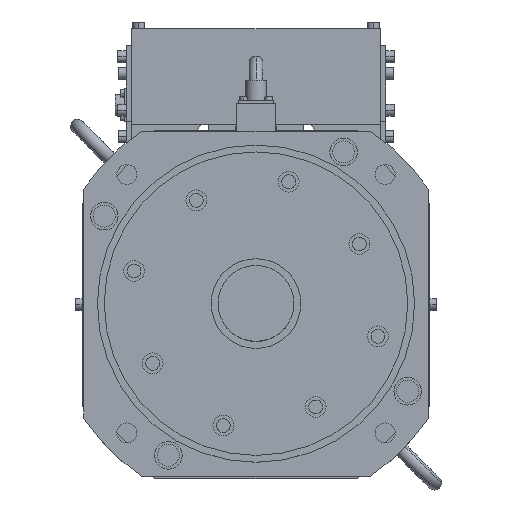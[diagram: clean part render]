
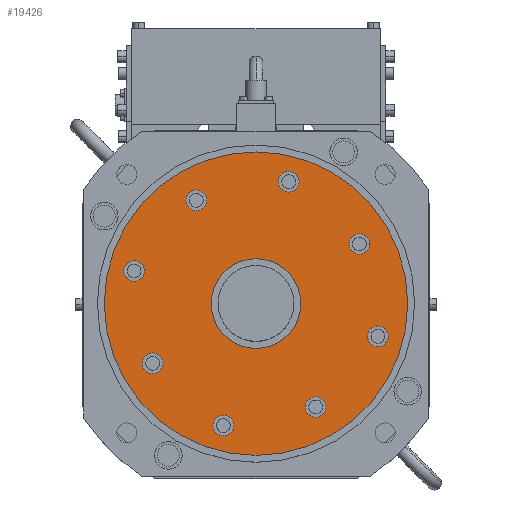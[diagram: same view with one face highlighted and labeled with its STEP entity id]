
A CAD part, top view. The second image highlights one B-rep face of the part: STEP entity #19426.
In plain terms, the highlighted planar face has unit normal (0, 0, 1).
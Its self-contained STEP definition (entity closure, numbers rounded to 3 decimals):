
#7869=CARTESIAN_POINT('',(0.,0.,4.));
#7870=DIRECTION('',(0.,0.,1.));
#7871=DIRECTION('',(1.,0.,0.));
#7872=AXIS2_PLACEMENT_3D('',#7869,#7870,#7871);
#7874=CARTESIAN_POINT('',(0.,0.,4.));
#7875=DIRECTION('',(0.,0.,1.));
#7876=DIRECTION('',(-1.,0.,0.));
#7877=AXIS2_PLACEMENT_3D('',#7874,#7875,#7876);
#7879=CARTESIAN_POINT('',(0.,0.,4.));
#7880=DIRECTION('',(0.,0.,-1.));
#7881=DIRECTION('',(1.,0.,0.));
#7882=AXIS2_PLACEMENT_3D('',#7879,#7880,#7881);
#7884=CARTESIAN_POINT('',(0.,0.,4.));
#7885=DIRECTION('',(0.,0.,-1.));
#7886=DIRECTION('',(-1.,0.,0.));
#7887=AXIS2_PLACEMENT_3D('',#7884,#7885,#7886);
#7935=CARTESIAN_POINT('',(23.682,88.382,4.));
#7936=DIRECTION('',(0.,0.,1.));
#7937=DIRECTION('',(1.,0.,0.));
#7938=AXIS2_PLACEMENT_3D('',#7935,#7936,#7937);
#7944=CARTESIAN_POINT('',(23.682,88.382,4.));
#7945=DIRECTION('',(0.,0.,1.));
#7946=DIRECTION('',(-1.,0.,0.));
#7947=AXIS2_PLACEMENT_3D('',#7944,#7945,#7946);
#7991=CARTESIAN_POINT('',(-88.382,23.682,4.));
#7992=DIRECTION('',(0.,0.,1.));
#7993=DIRECTION('',(0.,1.,0.));
#7994=AXIS2_PLACEMENT_3D('',#7991,#7992,#7993);
#8000=CARTESIAN_POINT('',(-88.382,23.682,4.));
#8001=DIRECTION('',(0.,0.,1.));
#8002=DIRECTION('',(0.,-1.,0.));
#8003=AXIS2_PLACEMENT_3D('',#8000,#8001,#8002);
#8047=CARTESIAN_POINT('',(-23.682,-88.382,4.));
#8048=DIRECTION('',(0.,0.,1.));
#8049=DIRECTION('',(-1.,0.,0.));
#8050=AXIS2_PLACEMENT_3D('',#8047,#8048,#8049);
#8056=CARTESIAN_POINT('',(-23.682,-88.382,4.));
#8057=DIRECTION('',(0.,0.,1.));
#8058=DIRECTION('',(1.,0.,0.));
#8059=AXIS2_PLACEMENT_3D('',#8056,#8057,#8058);
#8103=CARTESIAN_POINT('',(88.382,-23.682,4.));
#8104=DIRECTION('',(0.,0.,1.));
#8105=DIRECTION('',(0.,-1.,0.));
#8106=AXIS2_PLACEMENT_3D('',#8103,#8104,#8105);
#8112=CARTESIAN_POINT('',(88.382,-23.682,4.));
#8113=DIRECTION('',(0.,0.,1.));
#8114=DIRECTION('',(0.,1.,0.));
#8115=AXIS2_PLACEMENT_3D('',#8112,#8113,#8114);
#8159=CARTESIAN_POINT('',(-43.25,74.911,4.));
#8160=DIRECTION('',(0.,0.,1.));
#8161=DIRECTION('',(1.,0.,0.));
#8162=AXIS2_PLACEMENT_3D('',#8159,#8160,#8161);
#8168=CARTESIAN_POINT('',(-43.25,74.911,4.));
#8169=DIRECTION('',(0.,0.,1.));
#8170=DIRECTION('',(-1.,0.,0.));
#8171=AXIS2_PLACEMENT_3D('',#8168,#8169,#8170);
#8215=CARTESIAN_POINT('',(-74.911,-43.25,4.));
#8216=DIRECTION('',(0.,0.,1.));
#8217=DIRECTION('',(0.,1.,0.));
#8218=AXIS2_PLACEMENT_3D('',#8215,#8216,#8217);
#8224=CARTESIAN_POINT('',(-74.911,-43.25,4.));
#8225=DIRECTION('',(0.,0.,1.));
#8226=DIRECTION('',(0.,-1.,0.));
#8227=AXIS2_PLACEMENT_3D('',#8224,#8225,#8226);
#8271=CARTESIAN_POINT('',(43.25,-74.911,4.));
#8272=DIRECTION('',(0.,0.,1.));
#8273=DIRECTION('',(-1.,0.,0.));
#8274=AXIS2_PLACEMENT_3D('',#8271,#8272,#8273);
#8280=CARTESIAN_POINT('',(43.25,-74.911,4.));
#8281=DIRECTION('',(0.,0.,1.));
#8282=DIRECTION('',(1.,0.,0.));
#8283=AXIS2_PLACEMENT_3D('',#8280,#8281,#8282);
#8327=CARTESIAN_POINT('',(74.911,43.25,4.));
#8328=DIRECTION('',(0.,0.,1.));
#8329=DIRECTION('',(0.,-1.,0.));
#8330=AXIS2_PLACEMENT_3D('',#8327,#8328,#8329);
#8336=CARTESIAN_POINT('',(74.911,43.25,4.));
#8337=DIRECTION('',(0.,0.,1.));
#8338=DIRECTION('',(0.,1.,0.));
#8339=AXIS2_PLACEMENT_3D('',#8336,#8337,#8338);
#8766=CARTESIAN_POINT('',(110.,0.,4.));
#8767=CARTESIAN_POINT('',(-110.,0.,4.));
#8768=VERTEX_POINT('',#8766);
#8769=VERTEX_POINT('',#8767);
#8770=CARTESIAN_POINT('',(32.5,0.,4.));
#8771=CARTESIAN_POINT('',(-32.5,0.,4.));
#8772=VERTEX_POINT('',#8770);
#8773=VERTEX_POINT('',#8771);
#8778=CARTESIAN_POINT('',(31.182,88.382,4.));
#8779=CARTESIAN_POINT('',(16.182,88.382,4.));
#8780=VERTEX_POINT('',#8778);
#8781=VERTEX_POINT('',#8779);
#8786=CARTESIAN_POINT('',(-88.382,31.182,4.));
#8787=CARTESIAN_POINT('',(-88.382,16.182,4.));
#8788=VERTEX_POINT('',#8786);
#8789=VERTEX_POINT('',#8787);
#8794=CARTESIAN_POINT('',(-31.182,-88.382,4.));
#8795=CARTESIAN_POINT('',(-16.182,-88.382,4.));
#8796=VERTEX_POINT('',#8794);
#8797=VERTEX_POINT('',#8795);
#8802=CARTESIAN_POINT('',(88.382,-31.182,4.));
#8803=CARTESIAN_POINT('',(88.382,-16.182,4.));
#8804=VERTEX_POINT('',#8802);
#8805=VERTEX_POINT('',#8803);
#10350=CARTESIAN_POINT('',(-35.75,74.911,4.));
#10351=CARTESIAN_POINT('',(-50.75,74.911,4.));
#10352=VERTEX_POINT('',#10350);
#10353=VERTEX_POINT('',#10351);
#10358=CARTESIAN_POINT('',(-74.911,-35.75,4.));
#10359=CARTESIAN_POINT('',(-74.911,-50.75,4.));
#10360=VERTEX_POINT('',#10358);
#10361=VERTEX_POINT('',#10359);
#10366=CARTESIAN_POINT('',(35.75,-74.911,4.));
#10367=CARTESIAN_POINT('',(50.75,-74.911,4.));
#10368=VERTEX_POINT('',#10366);
#10369=VERTEX_POINT('',#10367);
#10374=CARTESIAN_POINT('',(74.911,35.75,4.));
#10375=CARTESIAN_POINT('',(74.911,50.75,4.));
#10376=VERTEX_POINT('',#10374);
#10377=VERTEX_POINT('',#10375);
#19363=CARTESIAN_POINT('',(0.,0.,4.));
#19364=DIRECTION('',(0.,0.,1.));
#19365=DIRECTION('',(1.,0.,0.));
#19366=AXIS2_PLACEMENT_3D('',#19363,#19364,#19365);
#19367=PLANE('',#19366);
#19368=ORIENTED_EDGE('',*,*,#19343,.F.);
#19369=ORIENTED_EDGE('',*,*,#19357,.F.);
#19370=EDGE_LOOP('',(#19368,#19369));
#19371=FACE_OUTER_BOUND('',#19370,.F.);
#19373=ORIENTED_EDGE('',*,*,#19372,.F.);
#19375=ORIENTED_EDGE('',*,*,#19374,.F.);
#19376=EDGE_LOOP('',(#19373,#19375));
#19377=FACE_BOUND('',#19376,.F.);
#19379=ORIENTED_EDGE('',*,*,#19378,.T.);
#19381=ORIENTED_EDGE('',*,*,#19380,.T.);
#19382=EDGE_LOOP('',(#19379,#19381));
#19383=FACE_BOUND('',#19382,.F.);
#19385=ORIENTED_EDGE('',*,*,#19384,.T.);
#19387=ORIENTED_EDGE('',*,*,#19386,.T.);
#19388=EDGE_LOOP('',(#19385,#19387));
#19389=FACE_BOUND('',#19388,.F.);
#19391=ORIENTED_EDGE('',*,*,#19390,.T.);
#19393=ORIENTED_EDGE('',*,*,#19392,.T.);
#19394=EDGE_LOOP('',(#19391,#19393));
#19395=FACE_BOUND('',#19394,.F.);
#19397=ORIENTED_EDGE('',*,*,#19396,.T.);
#19399=ORIENTED_EDGE('',*,*,#19398,.T.);
#19400=EDGE_LOOP('',(#19397,#19399));
#19401=FACE_BOUND('',#19400,.F.);
#19403=ORIENTED_EDGE('',*,*,#19402,.T.);
#19405=ORIENTED_EDGE('',*,*,#19404,.T.);
#19406=EDGE_LOOP('',(#19403,#19405));
#19407=FACE_BOUND('',#19406,.F.);
#19409=ORIENTED_EDGE('',*,*,#19408,.T.);
#19411=ORIENTED_EDGE('',*,*,#19410,.T.);
#19412=EDGE_LOOP('',(#19409,#19411));
#19413=FACE_BOUND('',#19412,.F.);
#19415=ORIENTED_EDGE('',*,*,#19414,.T.);
#19417=ORIENTED_EDGE('',*,*,#19416,.T.);
#19418=EDGE_LOOP('',(#19415,#19417));
#19419=FACE_BOUND('',#19418,.F.);
#19421=ORIENTED_EDGE('',*,*,#19420,.T.);
#19423=ORIENTED_EDGE('',*,*,#19422,.T.);
#19424=EDGE_LOOP('',(#19421,#19423));
#19425=FACE_BOUND('',#19424,.F.);
#19426=ADVANCED_FACE('',(#19371,#19377,#19383,#19389,#19395,#19401,#19407,
#19413,#19419,#19425),#19367,.T.);
#7873=CIRCLE('',#7872,110.);
#7878=CIRCLE('',#7877,110.);
#7883=CIRCLE('',#7882,32.5);
#7888=CIRCLE('',#7887,32.5);
#7939=CIRCLE('',#7938,7.5);
#7948=CIRCLE('',#7947,7.5);
#7995=CIRCLE('',#7994,7.5);
#8004=CIRCLE('',#8003,7.5);
#8051=CIRCLE('',#8050,7.5);
#8060=CIRCLE('',#8059,7.5);
#8107=CIRCLE('',#8106,7.5);
#8116=CIRCLE('',#8115,7.5);
#8163=CIRCLE('',#8162,7.5);
#8172=CIRCLE('',#8171,7.5);
#8219=CIRCLE('',#8218,7.5);
#8228=CIRCLE('',#8227,7.5);
#8275=CIRCLE('',#8274,7.5);
#8284=CIRCLE('',#8283,7.5);
#8331=CIRCLE('',#8330,7.5);
#8340=CIRCLE('',#8339,7.5);
#19343=EDGE_CURVE('',#8768,#8769,#7873,.T.);
#19357=EDGE_CURVE('',#8769,#8768,#7878,.T.);
#19372=EDGE_CURVE('',#8772,#8773,#7883,.T.);
#19374=EDGE_CURVE('',#8773,#8772,#7888,.T.);
#19378=EDGE_CURVE('',#8780,#8781,#7939,.T.);
#19380=EDGE_CURVE('',#8781,#8780,#7948,.T.);
#19384=EDGE_CURVE('',#8788,#8789,#7995,.T.);
#19386=EDGE_CURVE('',#8789,#8788,#8004,.T.);
#19390=EDGE_CURVE('',#8796,#8797,#8051,.T.);
#19392=EDGE_CURVE('',#8797,#8796,#8060,.T.);
#19396=EDGE_CURVE('',#8804,#8805,#8107,.T.);
#19398=EDGE_CURVE('',#8805,#8804,#8116,.T.);
#19402=EDGE_CURVE('',#10352,#10353,#8163,.T.);
#19404=EDGE_CURVE('',#10353,#10352,#8172,.T.);
#19408=EDGE_CURVE('',#10360,#10361,#8219,.T.);
#19410=EDGE_CURVE('',#10361,#10360,#8228,.T.);
#19414=EDGE_CURVE('',#10368,#10369,#8275,.T.);
#19416=EDGE_CURVE('',#10369,#10368,#8284,.T.);
#19420=EDGE_CURVE('',#10376,#10377,#8331,.T.);
#19422=EDGE_CURVE('',#10377,#10376,#8340,.T.);
